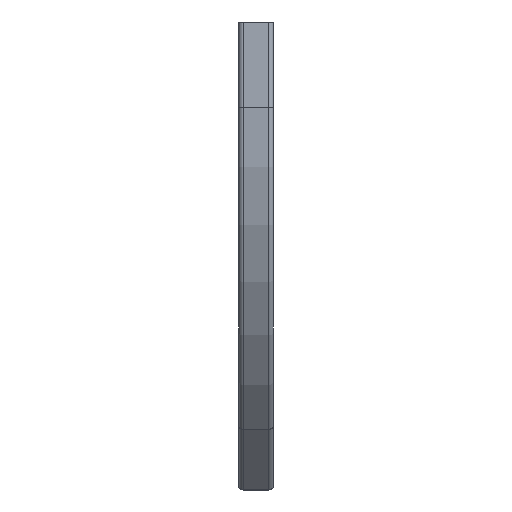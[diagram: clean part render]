
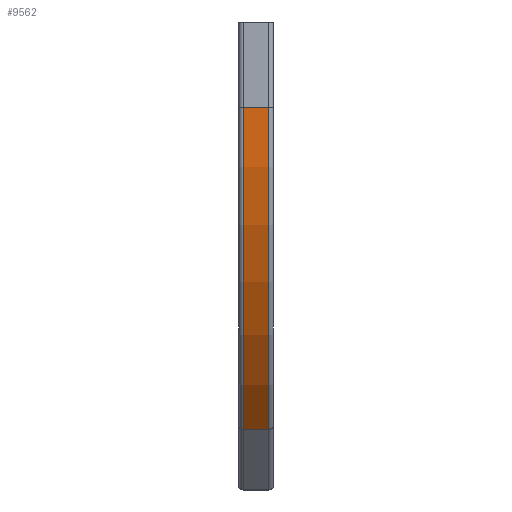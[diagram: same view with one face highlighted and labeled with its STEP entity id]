
A CAD part, left-side view. The second image highlights one B-rep face of the part: STEP entity #9562.
In plain terms, the highlighted cylindrical face has radius 800 mm (diameter 1600 mm), a partial arc.
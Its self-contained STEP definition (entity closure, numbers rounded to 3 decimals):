
#373 = EDGE_LOOP ( 'NONE', ( #5279, #7871, #1438, #13197 ) ) ;
#430 = DIRECTION ( 'NONE',  ( 0.707, 0., -0.707 ) ) ;
#1107 = DIRECTION ( 'NONE',  ( 0., 1., 0. ) ) ;
#1400 = DIRECTION ( 'NONE',  ( 0., 1., 0. ) ) ;
#1438 = ORIENTED_EDGE ( 'NONE', *, *, #8411, .T. ) ;
#2563 = DIRECTION ( 'NONE',  ( 0., 1., 0. ) ) ;
#3040 = VECTOR ( 'NONE', #7293, 1000. ) ;
#3579 = CARTESIAN_POINT ( 'NONE',  ( 315., -22.5, -150. ) ) ;
#3604 = CARTESIAN_POINT ( 'NONE',  ( 315., 0., -150. ) ) ;
#3656 = CYLINDRICAL_SURFACE ( 'NONE', #12106, 800. ) ;
#3989 = EDGE_CURVE ( 'NONE', #9845, #5048, #4993, .T. ) ;
#4102 = CARTESIAN_POINT ( 'NONE',  ( -250.685, -22.5, -715.685 ) ) ;
#4671 = DIRECTION ( 'NONE',  ( 0.707, 0., -0.707 ) ) ;
#4903 = VERTEX_POINT ( 'NONE', #5472 ) ;
#4993 = CIRCLE ( 'NONE', #10819, 800. ) ;
#5048 = VERTEX_POINT ( 'NONE', #7241 ) ;
#5075 = EDGE_CURVE ( 'NONE', #9845, #4903, #8666, .T. ) ;
#5149 = CARTESIAN_POINT ( 'NONE',  ( -250.685, 6.791, -715.685 ) ) ;
#5199 = LINE ( 'NONE', #7755, #13540 ) ;
#5279 = ORIENTED_EDGE ( 'NONE', *, *, #5075, .F. ) ;
#5472 = CARTESIAN_POINT ( 'NONE',  ( -250.685, 22.5, -715.685 ) ) ;
#7168 = FACE_OUTER_BOUND ( 'NONE', #373, .T. ) ;
#7241 = CARTESIAN_POINT ( 'NONE',  ( -485., -22.5, -150. ) ) ;
#7293 = DIRECTION ( 'NONE',  ( 0., 1., 0. ) ) ;
#7466 = CARTESIAN_POINT ( 'NONE',  ( 315., 22.5, -150. ) ) ;
#7755 = CARTESIAN_POINT ( 'NONE',  ( -485., 6.791, -150. ) ) ;
#7871 = ORIENTED_EDGE ( 'NONE', *, *, #3989, .T. ) ;
#8212 = VERTEX_POINT ( 'NONE', #10534 ) ;
#8411 = EDGE_CURVE ( 'NONE', #5048, #8212, #5199, .T. ) ;
#8493 = DIRECTION ( 'NONE',  ( 0.707, 0., -0.707 ) ) ;
#8666 = LINE ( 'NONE', #5149, #3040 ) ;
#8691 = AXIS2_PLACEMENT_3D ( 'NONE', #7466, #1107, #8493 ) ;
#8859 = EDGE_CURVE ( 'NONE', #4903, #8212, #13527, .T. ) ;
#9562 = ADVANCED_FACE ( 'NONE', ( #7168 ), #3656, .T. ) ;
#9845 = VERTEX_POINT ( 'NONE', #4102 ) ;
#10534 = CARTESIAN_POINT ( 'NONE',  ( -485., 22.5, -150. ) ) ;
#10819 = AXIS2_PLACEMENT_3D ( 'NONE', #3579, #10954, #4671 ) ;
#10954 = DIRECTION ( 'NONE',  ( 0., 1., 0. ) ) ;
#12106 = AXIS2_PLACEMENT_3D ( 'NONE', #3604, #2563, #430 ) ;
#13197 = ORIENTED_EDGE ( 'NONE', *, *, #8859, .F. ) ;
#13527 = CIRCLE ( 'NONE', #8691, 800. ) ;
#13540 = VECTOR ( 'NONE', #1400, 1000. ) ;
